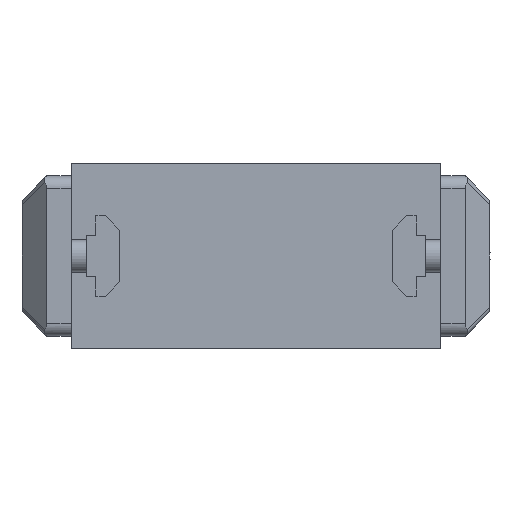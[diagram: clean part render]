
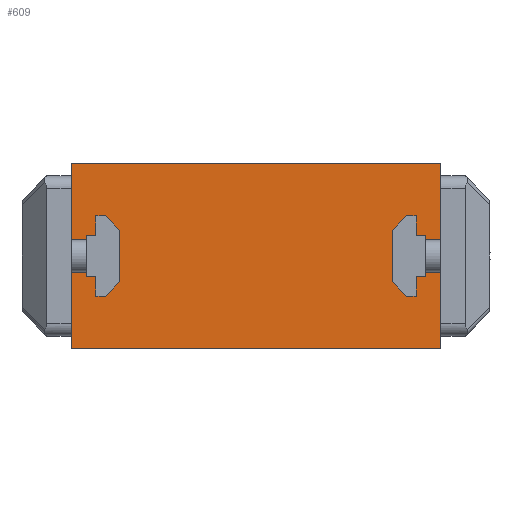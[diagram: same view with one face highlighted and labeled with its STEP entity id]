
A CAD part, front view. The second image highlights one B-rep face of the part: STEP entity #609.
In plain terms, the highlighted planar face has unit normal (0, -1, 0).
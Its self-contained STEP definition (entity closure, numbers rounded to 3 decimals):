
#609=ADVANCED_FACE('',(#1335),#1336,.F.);
#1335=FACE_OUTER_BOUND('',#2168,.T.);
#1336=PLANE('',#2169);
#2168=EDGE_LOOP('',(#3895,#3896,#3897,#3898,#3899,#3900,#3901,#3902));
#2169=AXIS2_PLACEMENT_3D('',#3903,#3904,#3905);
#3895=ORIENTED_EDGE('',*,*,#5336,.F.);
#3896=ORIENTED_EDGE('',*,*,#5295,.F.);
#3897=ORIENTED_EDGE('',*,*,#5320,.T.);
#3898=ORIENTED_EDGE('',*,*,#5309,.F.);
#3899=ORIENTED_EDGE('',*,*,#5486,.F.);
#3900=ORIENTED_EDGE('',*,*,#5487,.F.);
#3901=ORIENTED_EDGE('',*,*,#5488,.T.);
#3902=ORIENTED_EDGE('',*,*,#5489,.F.);
#3903=CARTESIAN_POINT('',(0.0,-27.5,0.0));
#3904=DIRECTION('',(0.0,1.0,0.0));
#3905=DIRECTION('',(0.0,0.0,-1.0));
#5295=EDGE_CURVE('',#6451,#6453,#6454,.T.);
#5309=EDGE_CURVE('',#6471,#6474,#6475,.T.);
#5320=EDGE_CURVE('',#6451,#6474,#6488,.T.);
#5336=EDGE_CURVE('',#6453,#6506,#6507,.T.);
#5486=EDGE_CURVE('',#6710,#6471,#6711,.T.);
#5487=EDGE_CURVE('',#6712,#6710,#6713,.T.);
#5488=EDGE_CURVE('',#6712,#6714,#6715,.T.);
#5489=EDGE_CURVE('',#6506,#6714,#6716,.T.);
#6451=VERTEX_POINT('',#8105);
#6453=VERTEX_POINT('',#8108);
#6454=LINE('',#8109,#8110);
#6471=VERTEX_POINT('',#8136);
#6474=VERTEX_POINT('',#8140);
#6475=LINE('',#8141,#8142);
#6488=LINE('',#8164,#8165);
#6506=VERTEX_POINT('',#8190);
#6507=LINE('',#8191,#8192);
#6710=VERTEX_POINT('',#8521);
#6711=LINE('',#8522,#8523);
#6712=VERTEX_POINT('',#8524);
#6713=LINE('',#8525,#8526);
#6714=VERTEX_POINT('',#8527);
#6715=LINE('',#8528,#8529);
#6716=LINE('',#8530,#8531);
#8105=CARTESIAN_POINT('',(45.0,-27.5,-19.5));
#8108=CARTESIAN_POINT('',(45.0,-27.5,-22.5));
#8109=CARTESIAN_POINT('',(45.0,-27.5,-19.5));
#8110=VECTOR('',#9883,1.0);
#8136=CARTESIAN_POINT('',(45.0,-27.5,22.5));
#8140=CARTESIAN_POINT('',(45.0,-27.5,19.5));
#8141=CARTESIAN_POINT('',(45.0,-27.5,22.5));
#8142=VECTOR('',#9898,1.0);
#8164=CARTESIAN_POINT('',(45.0,-27.5,-19.5));
#8165=VECTOR('',#9909,1.0);
#8190=CARTESIAN_POINT('',(-45.0,-27.5,-22.5));
#8191=CARTESIAN_POINT('',(45.0,-27.5,-22.5));
#8192=VECTOR('',#9923,1.0);
#8521=CARTESIAN_POINT('',(-45.0,-27.5,22.5));
#8522=CARTESIAN_POINT('',(-45.0,-27.5,22.5));
#8523=VECTOR('',#10060,1.0);
#8524=CARTESIAN_POINT('',(-45.0,-27.5,19.5));
#8525=CARTESIAN_POINT('',(-45.0,-27.5,19.5));
#8526=VECTOR('',#10061,1.0);
#8527=CARTESIAN_POINT('',(-45.0,-27.5,-19.5));
#8528=CARTESIAN_POINT('',(-45.0,-27.5,19.5));
#8529=VECTOR('',#10062,1.0);
#8530=CARTESIAN_POINT('',(-45.0,-27.5,-22.5));
#8531=VECTOR('',#10063,1.0);
#9883=DIRECTION('',(0.0,0.0,-1.0));
#9898=DIRECTION('',(0.0,0.0,-1.0));
#9909=DIRECTION('',(0.0,0.0,1.0));
#9923=DIRECTION('',(-1.0,0.0,0.0));
#10060=DIRECTION('',(1.0,0.0,0.0));
#10061=DIRECTION('',(0.0,0.0,1.0));
#10062=DIRECTION('',(0.0,0.0,-1.0));
#10063=DIRECTION('',(0.0,0.0,1.0));
